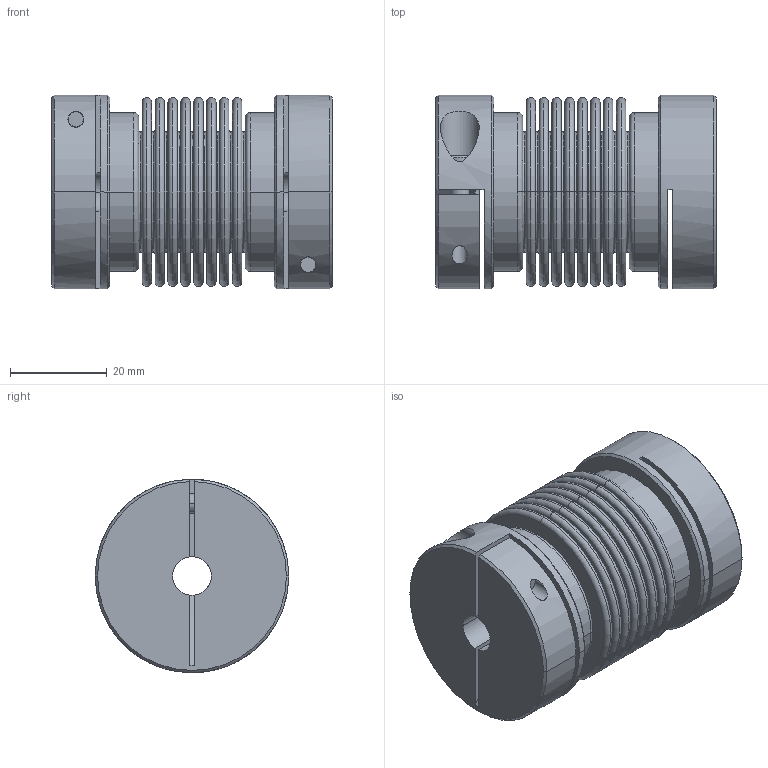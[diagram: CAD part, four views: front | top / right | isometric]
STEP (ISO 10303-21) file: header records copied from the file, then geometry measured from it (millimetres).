
FILE_DESCRIPTION(('STEP AP214'),'1');
FILE_NAME('ha-co_products_mkj-100_-_8h7_-_8h7.stp','2019-08-20T04:36:01',('TraceParts'),('TraceParts S.A.'),'Spatial InterOp 3D',' ',' ');
FILE_SCHEMA(('AUTOMOTIVE_DESIGN { 1 0 10303 214 1 1 1 1 }'));
Length unit declared in the file: millimetre
Products named in the file (1): ha-co_products_mkj-100_-_8h7_-_8h7
Bounding box: 58 x 40 x 40 mm (x, y, z)
Volume: 42392.4 mm3; surface area: 39796.7 mm2
Topology: 1 solids, 1 shells, 280 faces, 684 edges, 452 vertices
Faces by surface type: torus 152, plane 76, cylinder 38, cone 14
Entity records: 11067 total; most frequent: DIRECTION 1776, CARTESIAN_POINT 1672, ORIENTED_EDGE 1368, AXIS2_PLACEMENT_3D 829, EDGE_CURVE 684, CIRCLE 548, VERTEX_POINT 452, EDGE_LOOP 332
